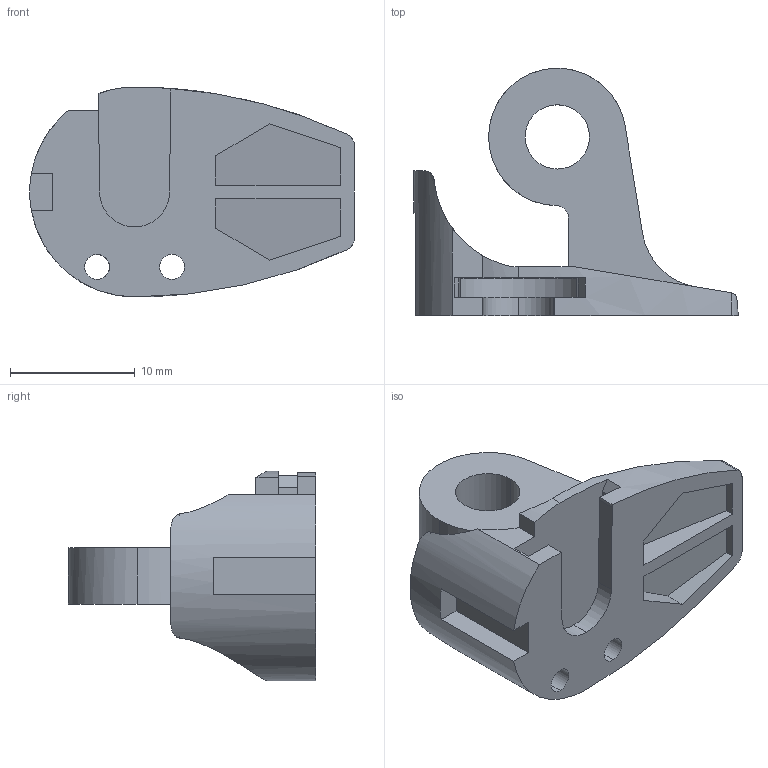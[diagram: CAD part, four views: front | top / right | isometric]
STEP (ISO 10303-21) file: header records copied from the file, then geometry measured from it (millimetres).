
FILE_DESCRIPTION (( 'STEP AP214' ), '1' );
FILE_NAME ('base metal.STEP', '2019-05-03T15:09:39', ( '' ), ( '' ), 'SwSTEP 2.0', 'SolidWorks 2016', '' );
FILE_SCHEMA (( 'AUTOMOTIVE_DESIGN' ));
Length unit declared in the file: millimetre
Products named in the file (1): base metal
Bounding box: 26 x 19.8 x 16.8 mm (x, y, z)
Volume: 1516.1 mm3; surface area: 1897.1 mm2
Topology: 1 solids, 1 shells, 63 faces, 177 edges, 118 vertices
Faces by surface type: plane 38, cylinder 25
Entity records: 2166 total; most frequent: CARTESIAN_POINT 482, ORIENTED_EDGE 354, DIRECTION 334, EDGE_CURVE 177, VERTEX_POINT 118, LINE 114, VECTOR 114, AXIS2_PLACEMENT_3D 110
